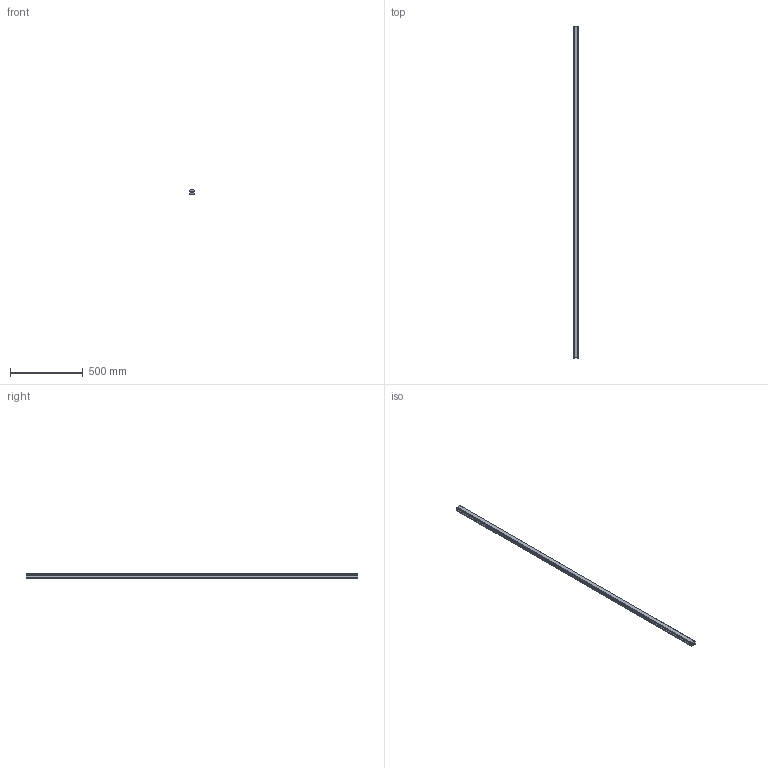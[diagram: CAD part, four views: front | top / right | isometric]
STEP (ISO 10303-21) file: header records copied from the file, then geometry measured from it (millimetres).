
FILE_DESCRIPTION(('STEP AP214'),'1');
FILE_NAME('cctmp_169ADBC1-872F-411C-B123-035349A87536_2021_01_27_11_40_03_0174..stp','2021-01-27T10:40:03',('HIWIN GmbH'),('CADClick - www.CADClick.com'),'Spatial InterOp 3D',' ','unknown authorization');
FILE_SCHEMA(('AUTOMOTIVE_DESIGN'));
Length unit declared in the file: millimetre
Products named in the file (1): HGR35T2280C_FILE
Bounding box: 34 x 2280 x 29 mm (x, y, z)
Volume: 1922792 mm3; surface area: 309436 mm2
Topology: 1 solids, 1 shells, 231 faces, 617 edges, 363 vertices
Faces by surface type: plane 93, cylinder 80, cone 58
Entity records: 8593 total; most frequent: DIRECTION 1183, CARTESIAN_POINT 1154, ORIENTED_EDGE 1118, EDGE_CURVE 559, LINE 399, VECTOR 399, AXIS2_PLACEMENT_3D 392, VERTEX_POINT 363
